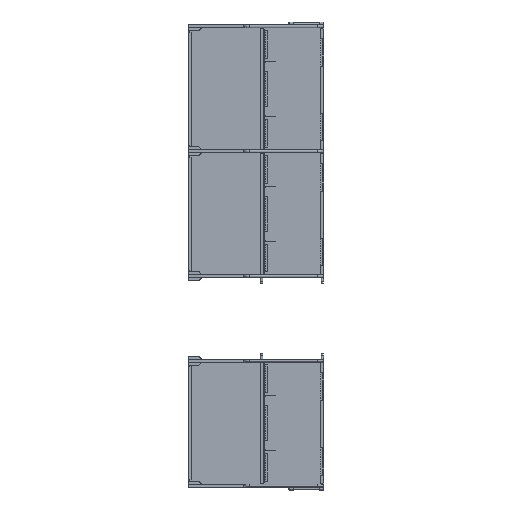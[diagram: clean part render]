
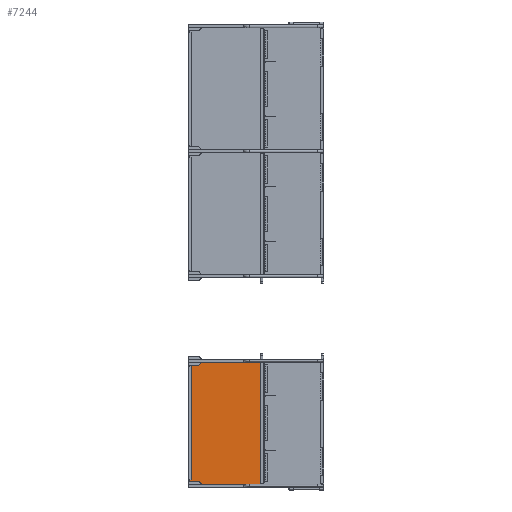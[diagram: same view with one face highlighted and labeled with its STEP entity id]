
A CAD part, left-side view. The second image highlights one B-rep face of the part: STEP entity #7244.
In plain terms, the highlighted face is planar.
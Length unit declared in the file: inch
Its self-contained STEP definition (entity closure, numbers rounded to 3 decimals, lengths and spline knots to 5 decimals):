
#1467=FACE_OUTER_BOUND('',#2029,.T.);
#2029=EDGE_LOOP('',(#6224,#6225,#6226,#6227));
#2772=LINE('',#12831,#3342);
#2776=LINE('',#12839,#3346);
#2779=LINE('',#12845,#3349);
#2782=LINE('',#12850,#3352);
#3342=VECTOR('',#10705,39.37008);
#3346=VECTOR('',#10711,39.37008);
#3349=VECTOR('',#10716,39.37008);
#3352=VECTOR('',#10721,39.37008);
#3906=VERTEX_POINT('',#12829);
#3907=VERTEX_POINT('',#12830);
#3910=VERTEX_POINT('',#12838);
#3912=VERTEX_POINT('',#12844);
#4723=EDGE_CURVE('',#3906,#3907,#2772,.T.);
#4727=EDGE_CURVE('',#3907,#3910,#2776,.T.);
#4730=EDGE_CURVE('',#3910,#3912,#2779,.T.);
#4733=EDGE_CURVE('',#3912,#3906,#2782,.T.);
#6224=ORIENTED_EDGE('',*,*,#4723,.F.);
#6225=ORIENTED_EDGE('',*,*,#4733,.F.);
#6226=ORIENTED_EDGE('',*,*,#4730,.F.);
#6227=ORIENTED_EDGE('',*,*,#4727,.F.);
#6852=PLANE('',#8900);
#7244=ADVANCED_FACE('',(#1467),#6852,.T.);
#8900=AXIS2_PLACEMENT_3D('',#12853,#10725,#10726);
#10705=DIRECTION('',(0.,-1.,0.));
#10711=DIRECTION('',(1.,0.,0.));
#10716=DIRECTION('',(0.,1.,0.));
#10721=DIRECTION('',(-1.,0.,0.));
#10725=DIRECTION('center_axis',(0.,0.,-1.));
#10726=DIRECTION('ref_axis',(-1.,0.,0.));
#12829=CARTESIAN_POINT('',(0.,41.5,0.));
#12830=CARTESIAN_POINT('',(0.,0.,0.));
#12831=CARTESIAN_POINT('',(0.,0.,0.));
#12838=CARTESIAN_POINT('',(72.,0.,0.));
#12839=CARTESIAN_POINT('',(0.,0.,0.));
#12844=CARTESIAN_POINT('',(72.,41.5,0.));
#12845=CARTESIAN_POINT('',(72.,0.,0.));
#12850=CARTESIAN_POINT('',(0.,41.5,0.));
#12853=CARTESIAN_POINT('Origin',(0.,0.,0.));
